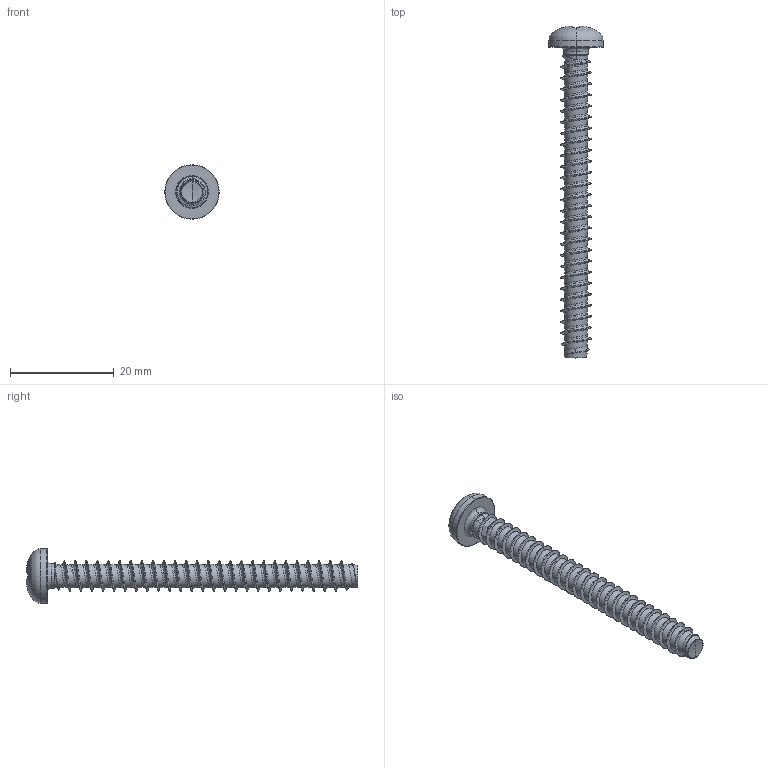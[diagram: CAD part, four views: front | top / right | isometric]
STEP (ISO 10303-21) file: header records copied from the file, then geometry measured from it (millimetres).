
FILE_DESCRIPTION (( 'STEP AP203' ), '1' );
FILE_NAME ('STP220600600.STEP', '2017-08-15T03:44:33', ( '' ), ( '' ), 'SwSTEP 2.0', 'SolidWorks 2015', '' );
FILE_SCHEMA (( 'CONFIG_CONTROL_DESIGN' ));
Products named in the file (1): STP220600600
Bounding box: 10.5 x 64.1 x 10.5 mm (x, y, z)
Volume: 1261 mm3; surface area: 1623.1 mm2
Topology: 1 solids, 1 shells, 222 faces, 552 edges, 332 vertices
Faces by surface type: cylinder 80, bspline 55, plane 30, torus 28, sphere 20, cone 9
Entity records: 42119 total; most frequent: CARTESIAN_POINT 37440, ORIENTED_EDGE 1100, DIRECTION 823, EDGE_CURVE 550, AXIS2_PLACEMENT_3D 349, VERTEX_POINT 332, EDGE_LOOP 224, FACE_OUTER_BOUND 222
